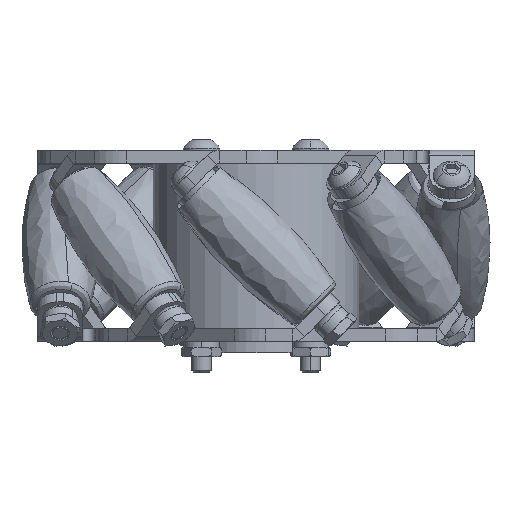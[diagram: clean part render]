
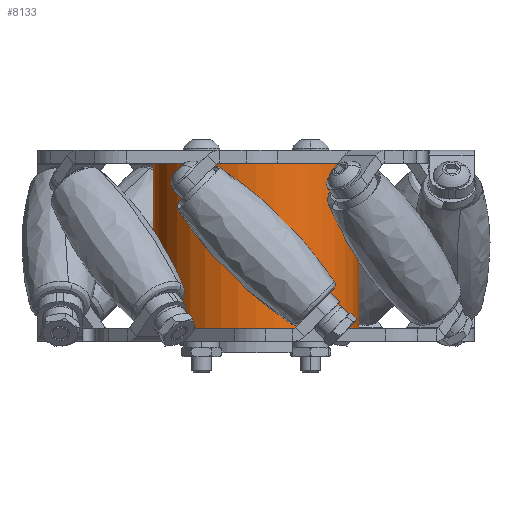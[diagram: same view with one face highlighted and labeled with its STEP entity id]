
A CAD part, front view. The second image highlights one B-rep face of the part: STEP entity #8133.
In plain terms, the highlighted cylindrical face has radius 16 mm (diameter 32 mm), a partial arc.
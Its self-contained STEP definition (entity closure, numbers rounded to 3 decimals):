
#153 = CARTESIAN_POINT ( 'NONE',  ( 0., 0., -13.75 ) ) ;
#231 = DIRECTION ( 'NONE',  ( 0., 0., 1. ) ) ;
#398 = VERTEX_POINT ( 'NONE', #3264 ) ;
#623 = VERTEX_POINT ( 'NONE', #7719 ) ;
#895 = DIRECTION ( 'NONE',  ( 0., 0., 1. ) ) ;
#1194 = CIRCLE ( 'NONE', #3125, 16. ) ;
#1212 = CARTESIAN_POINT ( 'NONE',  ( 0., 0., 13.75 ) ) ;
#1427 = LINE ( 'NONE', #7804, #3910 ) ;
#1828 = FACE_OUTER_BOUND ( 'NONE', #7870, .T. ) ;
#1993 = EDGE_CURVE ( 'NONE', #398, #3978, #1427, .T. ) ;
#2313 = DIRECTION ( 'NONE',  ( 0., 0., -1. ) ) ;
#2383 = EDGE_CURVE ( 'NONE', #623, #8233, #5849, .T. ) ;
#2408 = VECTOR ( 'NONE', #2313, 1000. ) ;
#2522 = CARTESIAN_POINT ( 'NONE',  ( 16., 0., -13.75 ) ) ;
#3002 = CARTESIAN_POINT ( 'NONE',  ( 0., 0., 13.75 ) ) ;
#3024 = AXIS2_PLACEMENT_3D ( 'NONE', #3002, #231, #8688 ) ;
#3125 = AXIS2_PLACEMENT_3D ( 'NONE', #153, #895, #8665 ) ;
#3264 = CARTESIAN_POINT ( 'NONE',  ( -16., 0., 13.75 ) ) ;
#3531 = ORIENTED_EDGE ( 'NONE', *, *, #1993, .T. ) ;
#3910 = VECTOR ( 'NONE', #7704, 1000. ) ;
#3978 = VERTEX_POINT ( 'NONE', #5983 ) ;
#4050 = DIRECTION ( 'NONE',  ( 0., 0., -1. ) ) ;
#4182 = AXIS2_PLACEMENT_3D ( 'NONE', #1212, #4050, #4759 ) ;
#4408 = EDGE_CURVE ( 'NONE', #3978, #8233, #1194, .T. ) ;
#4424 = ORIENTED_EDGE ( 'NONE', *, *, #2383, .F. ) ;
#4759 = DIRECTION ( 'NONE',  ( -1., 0., 0. ) ) ;
#4979 = ORIENTED_EDGE ( 'NONE', *, *, #8375, .F. ) ;
#5002 = CARTESIAN_POINT ( 'NONE',  ( 16., 0., 13.75 ) ) ;
#5219 = ORIENTED_EDGE ( 'NONE', *, *, #4408, .T. ) ;
#5698 = CIRCLE ( 'NONE', #3024, 16. ) ;
#5849 = LINE ( 'NONE', #5002, #2408 ) ;
#5983 = CARTESIAN_POINT ( 'NONE',  ( -16., 0., -13.75 ) ) ;
#6859 = CYLINDRICAL_SURFACE ( 'NONE', #4182, 16. ) ;
#7704 = DIRECTION ( 'NONE',  ( 0., 0., -1. ) ) ;
#7719 = CARTESIAN_POINT ( 'NONE',  ( 16., 0., 13.75 ) ) ;
#7804 = CARTESIAN_POINT ( 'NONE',  ( -16., 0., 13.75 ) ) ;
#7870 = EDGE_LOOP ( 'NONE', ( #4424, #4979, #3531, #5219 ) ) ;
#8133 = ADVANCED_FACE ( 'NONE', ( #1828 ), #6859, .T. ) ;
#8233 = VERTEX_POINT ( 'NONE', #2522 ) ;
#8375 = EDGE_CURVE ( 'NONE', #398, #623, #5698, .T. ) ;
#8665 = DIRECTION ( 'NONE',  ( 1., 0., 0. ) ) ;
#8688 = DIRECTION ( 'NONE',  ( 1., 0., 0. ) ) ;
